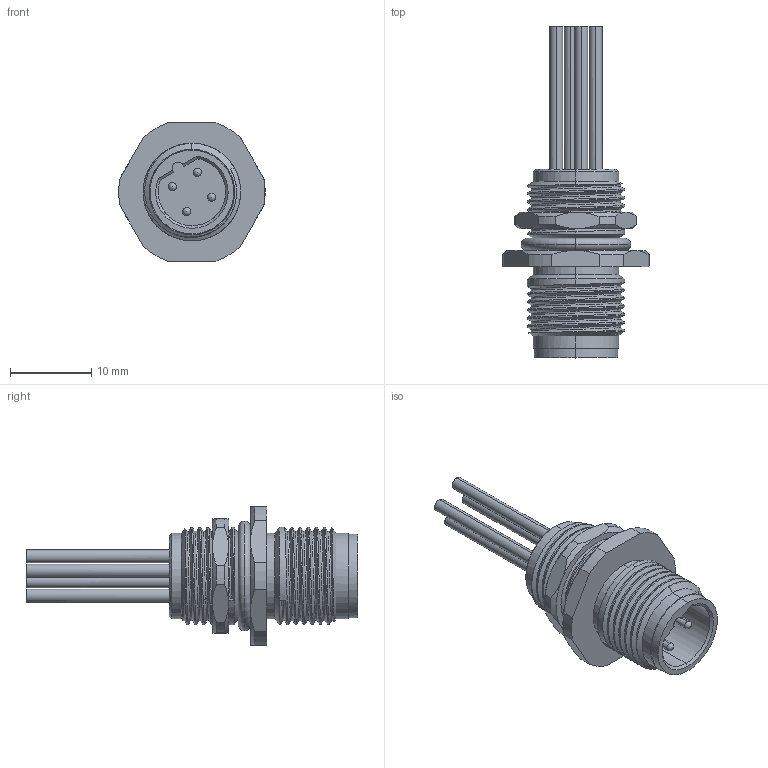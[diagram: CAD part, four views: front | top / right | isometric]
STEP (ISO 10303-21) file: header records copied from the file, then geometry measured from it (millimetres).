
FILE_DESCRIPTION (( 'STEP AP203' ), '1' );
FILE_NAME ('FCR2M12-SB04PSP0002-00.STEP', '2024-12-24T08:51:31', ( '' ), ( '' ), 'SwSTEP 2.0', 'SolidWorks 2021', '' );
FILE_SCHEMA (( 'CONFIG_CONTROL_DESIGN' ));
Length unit declared in the file: millimetre
Products named in the file (1): FCR2M12-SB04PSP0002-00
Bounding box: 17.98 x 40.8 x 17 mm (x, y, z)
Volume: 2407.6 mm3; surface area: 3517.4 mm2
Topology: 3 solids, 4 shells, 191 faces, 560 edges, 383 vertices
Faces by surface type: cylinder 78, cone 45, plane 42, bspline 18, torus 4, sphere 4
Entity records: 14245 total; most frequent: CARTESIAN_POINT 9751, ORIENTED_EDGE 1096, DIRECTION 649, EDGE_CURVE 548, VERTEX_POINT 375, B_SPLINE_CURVE_WITH_KNOTS 327, AXIS2_PLACEMENT_3D 254, EDGE_LOOP 207
